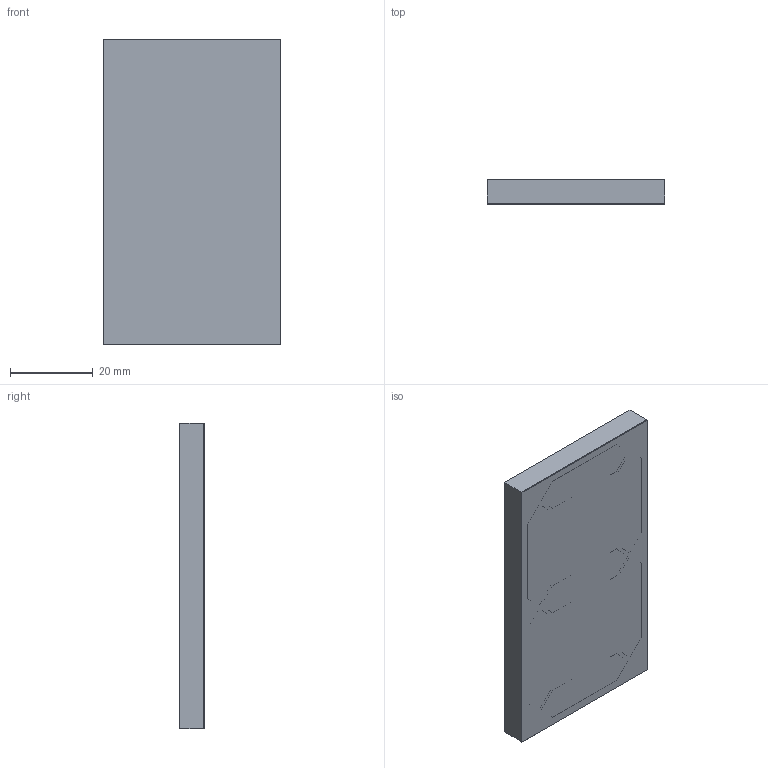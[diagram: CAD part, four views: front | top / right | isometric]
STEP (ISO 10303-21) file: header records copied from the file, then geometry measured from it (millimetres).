
FILE_DESCRIPTION(/* description */ ('','CAx-IF Rec.Pracs.---Representation and Presentation of Product Manufacturing Information (PMI)---4.0---2014-10-13'),/* implementation_level */ '2;1');
FILE_NAME(/* name */ '7-segment-smt-version.step',/* time_stamp */ '2024-12-23T21:43:41-05:00',/* author */ (''),/* organization */ (''),/* preprocessor_version */ 'ST-DEVELOPER v20',/* originating_system */ 'Autodesk Translation Framework v13.20.0.188',/* authorisation */ '');
FILE_SCHEMA (('AP242_MANAGED_MODEL_BASED_3D_ENGINEERING_MIM_LF { 1 0 10303 442 1 1 4 }'));
Length unit declared in the file: millimetre
Products named in the file (2): 7seg-flat; 7-segment
Assembly tree (1 placements, depth 2):
  7seg-flat
    7-segment
Bounding box: 43 x 6 x 74 mm (x, y, z)
Volume: 14595.5 mm3; surface area: 19283.3 mm2
Topology: 9 solids, 9 shells, 128 faces, 312 edges, 208 vertices
Faces by surface type: plane 124, cylinder 4
Full cylindrical faces by diameter (mm): 4.1 x4
Entity records: 3757 total; most frequent: CARTESIAN_POINT 651, ORIENTED_EDGE 624, DIRECTION 582, EDGE_CURVE 312, LINE 304, VECTOR 304, VERTEX_POINT 208, EDGE_LOOP 148
